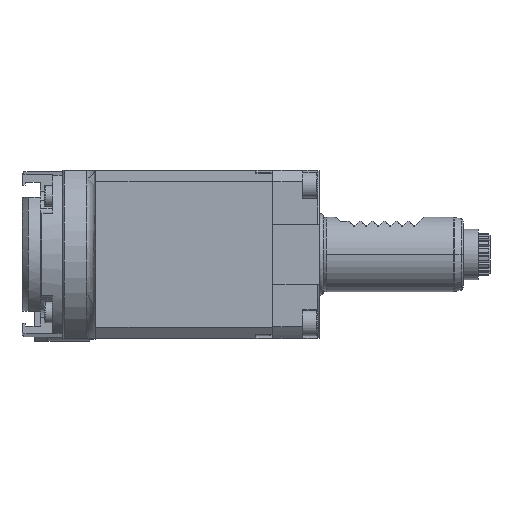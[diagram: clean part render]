
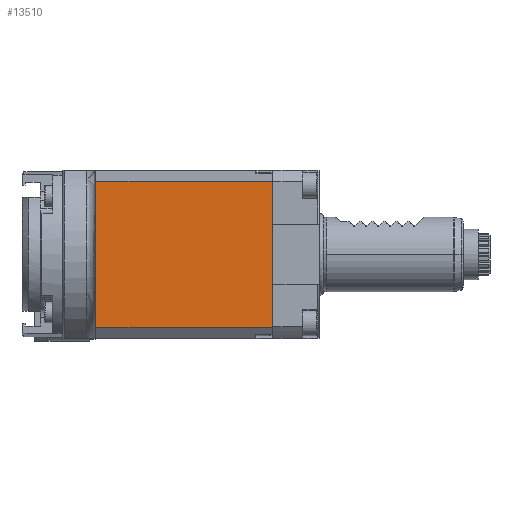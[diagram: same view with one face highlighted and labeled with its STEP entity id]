
A CAD part, top view. The second image highlights one B-rep face of the part: STEP entity #13510.
In plain terms, the highlighted planar face has unit normal (0, 0, 1).
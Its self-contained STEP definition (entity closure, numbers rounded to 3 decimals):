
#795=DIRECTION('',(-1.,0.,0.));
#796=VECTOR('',#795,58.9);
#797=CARTESIAN_POINT('',(-15.6,24.36,69.5));
#798=LINE('',#797,#796);
#803=DIRECTION('',(0.,-1.,0.));
#804=VECTOR('',#803,16.114);
#805=CARTESIAN_POINT('',(-74.5,-8.246,69.5));
#806=LINE('',#805,#804);
#807=DIRECTION('',(0.,-1.,0.));
#808=VECTOR('',#807,16.114);
#809=CARTESIAN_POINT('',(-74.5,24.36,69.5));
#810=LINE('',#809,#808);
#811=DIRECTION('',(0.,1.,0.));
#812=VECTOR('',#811,48.721);
#813=CARTESIAN_POINT('',(-15.6,-24.36,69.5));
#814=LINE('',#813,#812);
#819=DIRECTION('',(1.,0.,0.));
#820=VECTOR('',#819,58.9);
#821=CARTESIAN_POINT('',(-74.5,-24.36,69.5));
#822=LINE('',#821,#820);
#827=CARTESIAN_POINT('',(-74.5,8.246,69.5));
#828=CARTESIAN_POINT('',(-74.5,7.865,69.5));
#829=CARTESIAN_POINT('',(-74.508,7.109,69.5));
#830=CARTESIAN_POINT('',(-74.536,5.992,69.5));
#831=CARTESIAN_POINT('',(-74.57,4.889,69.5));
#832=CARTESIAN_POINT('',(-74.605,3.794,69.5));
#833=CARTESIAN_POINT('',(-74.637,2.706,69.5));
#834=CARTESIAN_POINT('',(-74.66,1.617,69.5));
#835=CARTESIAN_POINT('',(-74.672,0.527,69.5));
#836=CARTESIAN_POINT('',(-74.672,-0.564,69.5));
#837=CARTESIAN_POINT('',(-74.659,-1.653,69.5));
#838=CARTESIAN_POINT('',(-74.636,-2.743,69.5));
#839=CARTESIAN_POINT('',(-74.604,-3.833,69.5));
#840=CARTESIAN_POINT('',(-74.569,-4.921,69.5));
#841=CARTESIAN_POINT('',(-74.535,-6.012,69.5));
#842=CARTESIAN_POINT('',(-74.508,-7.116,69.5));
#843=CARTESIAN_POINT('',(-74.5,-7.867,69.5));
#844=CARTESIAN_POINT('',(-74.5,-8.246,69.5));
#10662=CARTESIAN_POINT('',(-15.6,-24.36,69.5));
#10664=VERTEX_POINT('',#10662);
#10667=CARTESIAN_POINT('',(-15.6,24.36,69.5));
#10669=VERTEX_POINT('',#10667);
#11750=CARTESIAN_POINT('',(-74.5,8.246,69.5));
#11751=VERTEX_POINT('',#11750);
#11752=CARTESIAN_POINT('',(-74.5,-8.246,69.5));
#11753=VERTEX_POINT('',#11752);
#11754=CARTESIAN_POINT('',(-74.5,24.36,69.5));
#11756=VERTEX_POINT('',#11754);
#11759=CARTESIAN_POINT('',(-74.5,-24.36,69.5));
#11761=VERTEX_POINT('',#11759);
#13492=CARTESIAN_POINT('',(-15.5,-28.,69.5));
#13493=DIRECTION('',(0.,0.,1.));
#13494=DIRECTION('',(0.,1.,0.));
#13495=AXIS2_PLACEMENT_3D('',#13492,#13493,#13494);
#13496=PLANE('',#13495);
#13498=ORIENTED_EDGE('',*,*,#13497,.F.);
#13500=ORIENTED_EDGE('',*,*,#13499,.F.);
#13502=ORIENTED_EDGE('',*,*,#13501,.F.);
#13504=ORIENTED_EDGE('',*,*,#13503,.F.);
#13505=ORIENTED_EDGE('',*,*,#13478,.F.);
#13507=ORIENTED_EDGE('',*,*,#13506,.F.);
#13508=EDGE_LOOP('',(#13498,#13500,#13502,#13504,#13505,#13507));
#13509=FACE_OUTER_BOUND('',#13508,.F.);
#13510=ADVANCED_FACE('',(#13509),#13496,.T.);
#845=B_SPLINE_CURVE_WITH_KNOTS('',3,(#827,#828,#829,#830,#831,#832,#833,#834,
#835,#836,#837,#838,#839,#840,#841,#842,#843,#844),.UNSPECIFIED.,.F.,.F.,(4,1,1,
1,1,1,1,1,1,1,1,1,1,1,1,4),(0.,0.067,0.133,0.2,
0.267,0.333,0.4,0.467,0.533,
0.6,0.667,0.733,0.8,0.867,
0.933,1.),.UNSPECIFIED.);
#13478=EDGE_CURVE('',#10669,#11756,#798,.T.);
#13497=EDGE_CURVE('',#11761,#10664,#822,.T.);
#13499=EDGE_CURVE('',#11753,#11761,#806,.T.);
#13501=EDGE_CURVE('',#11751,#11753,#845,.T.);
#13503=EDGE_CURVE('',#11756,#11751,#810,.T.);
#13506=EDGE_CURVE('',#10664,#10669,#814,.T.);
